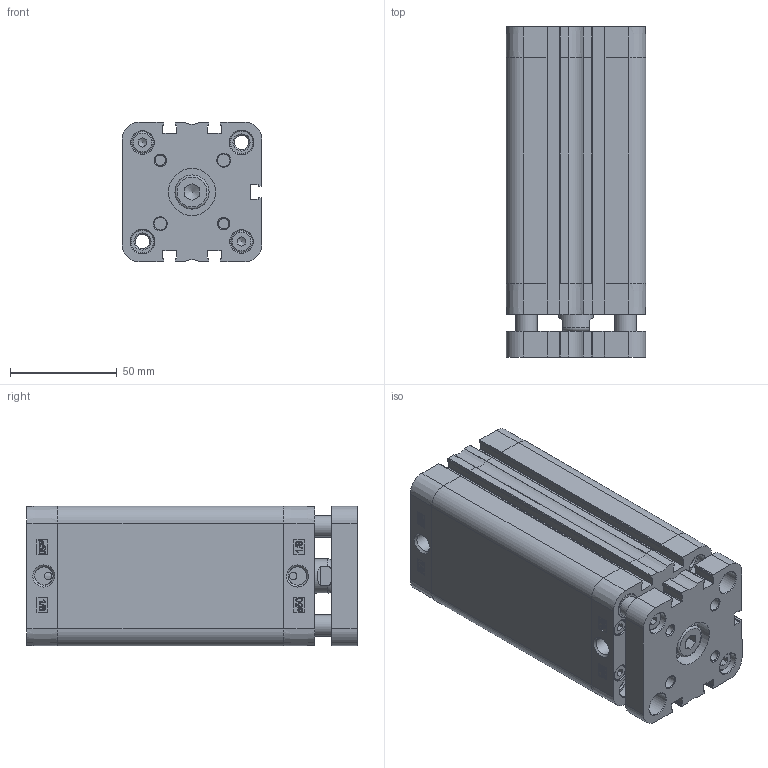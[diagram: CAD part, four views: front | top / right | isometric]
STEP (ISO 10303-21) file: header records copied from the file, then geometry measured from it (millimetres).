
FILE_DESCRIPTION((''),'2;1');
FILE_NAME('PDMA050.090.GS.F.stp','2013-05-16T08:56:32',('Administrator'),(''),'Autodesk Inventor 2012','Autodesk Inventor 2012','');
FILE_SCHEMA(('CONFIG_CONTROL_DESIGN'));
Length unit declared in the file: millimetre
Products named in the file (1): PDMA050.090.GS.F
Bounding box: 65.5 x 155 x 65.5 mm (x, y, z)
Volume: 311955.9 mm3; surface area: 121762.8 mm2
Topology: 1 solids, 7 shells, 1001 faces, 2438 edges, 1538 vertices
Faces by surface type: plane 438, cylinder 198, bspline 196, cone 93, torus 60, sphere 16
Full cylindrical faces by diameter (mm): 3.5 x2, 4.917 x2, 5.2 x4, 6 x4, 6.647 x6, 6.7 x2, 7.5 x8, 7.7 x8, 8.047 x4, 8.376 x1, 8.566 x2, 10 x7, 10.5 x8, 11 x2, 12 x5, 12.6 x1, 16 x2, 16.5 x1, 22 x1, 50 x1, 52.4 x1, 52.6 x1
Entity records: 32068 total; most frequent: CARTESIAN_POINT 9554, ORIENTED_EDGE 4470, DIRECTION 3986, EDGE_CURVE 2235, VERTEX_POINT 1504, AXIS2_PLACEMENT_3D 1428, EDGE_LOOP 1282, VECTOR 1130
